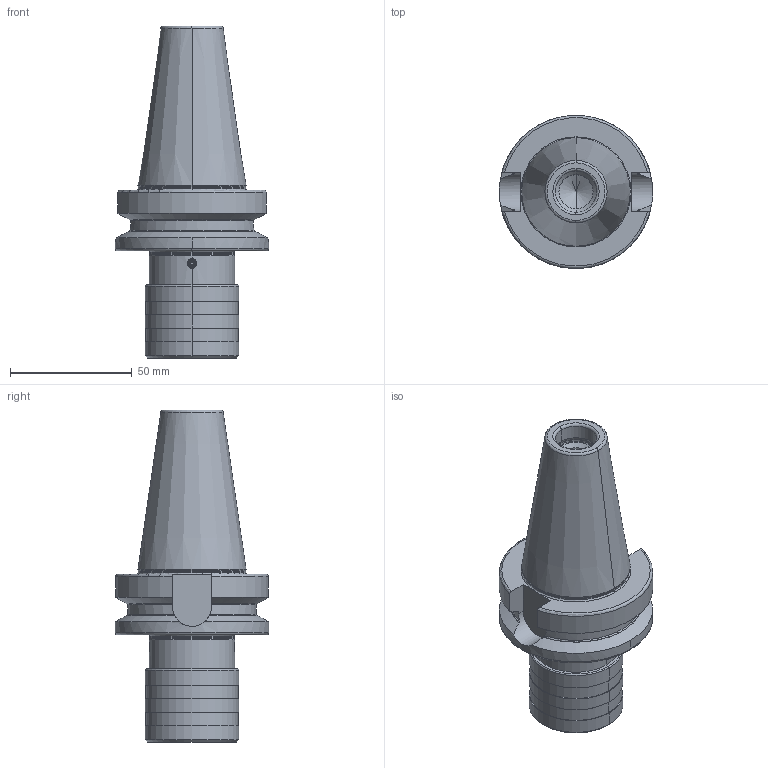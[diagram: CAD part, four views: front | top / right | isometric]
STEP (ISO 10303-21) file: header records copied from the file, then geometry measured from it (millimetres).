
FILE_DESCRIPTION((''),'2;1');
FILE_NAME('405_16_12','2020-11-09T',('103090'),(''),'CREO PARAMETRIC BY PTC INC, 2016260','CREO PARAMETRIC BY PTC INC, 2016260','');
FILE_SCHEMA(('CONFIG_CONTROL_DESIGN'));
Length unit declared in the file: millimetre
Products named in the file (1): 405_16_12
Bounding box: 63 x 63 x 136.4 mm (x, y, z)
Volume: 163867.3 mm3; surface area: 33610.4 mm2
Topology: 1 solids, 1 shells, 166 faces, 399 edges, 244 vertices
Faces by surface type: plane 50, cylinder 46, cone 34, torus 30, sphere 6
Entity records: 5176 total; most frequent: CARTESIAN_POINT 1272, DIRECTION 855, ORIENTED_EDGE 780, EDGE_CURVE 390, AXIS2_PLACEMENT_3D 357, VERTEX_POINT 242, CIRCLE 188, EDGE_LOOP 182
